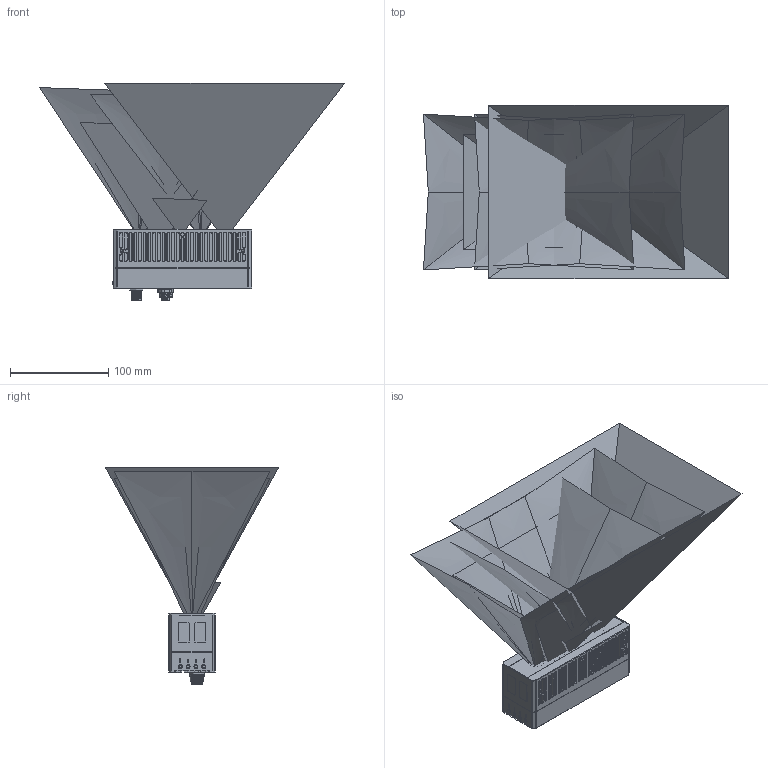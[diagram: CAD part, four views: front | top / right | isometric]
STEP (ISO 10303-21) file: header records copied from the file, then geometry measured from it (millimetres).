
FILE_DESCRIPTION((''),'2;1');
FILE_NAME('PS800-E1-STR','2023-03-20T14:34:01',('Sean-Sheep'),(''),'CREO PARAMETRIC BY PTC INC, 2022164','CREO PARAMETRIC BY PTC INC, 2022164','');
FILE_SCHEMA(('CONFIG_CONTROL_DESIGN','SHAPE_APPEARANCE_LAYERS_GROUPS'));
Products named in the file (1): PS800-E1-STR
Bounding box: 309.74 x 175.91 x 221.05 mm (x, y, z)
Volume: 361838.8 mm3; surface area: 325645.7 mm2
Topology: 2 solids, 23 shells, 2518 faces, 6443 edges, 4171 vertices
Faces by surface type: plane 1295, cylinder 603, cone 337, extrusion 111, bspline 100, torus 56, sphere 16
Entity records: 96588 total; most frequent: CARTESIAN_POINT 31981, ORIENTED_EDGE 12586, DIRECTION 11916, EDGE_CURVE 6309, VECTOR 4114, VERTEX_POINT 4018, LINE 4003, AXIS2_PLACEMENT_3D 3901
